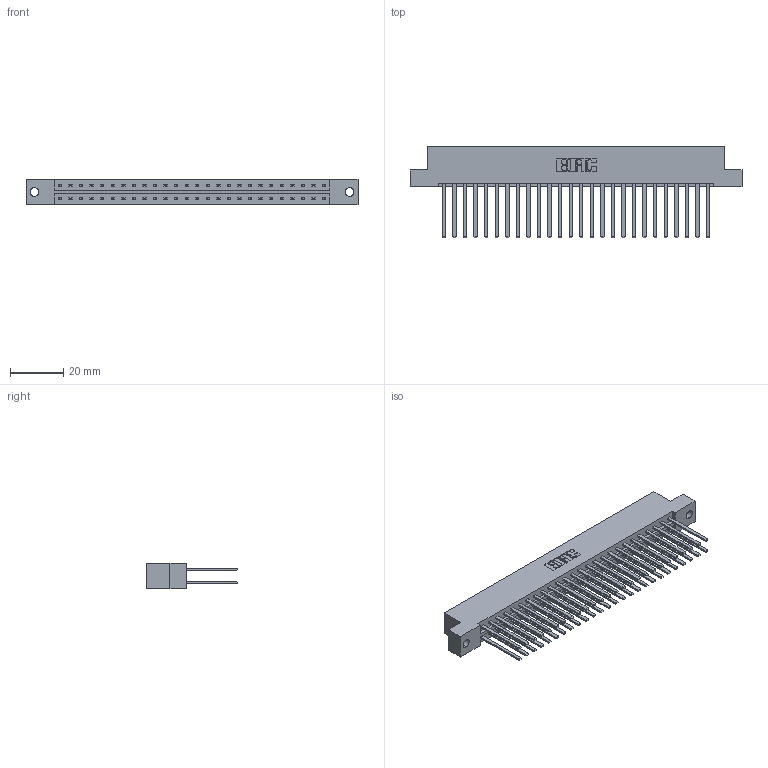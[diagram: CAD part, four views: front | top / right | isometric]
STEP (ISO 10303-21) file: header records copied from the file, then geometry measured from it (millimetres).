
FILE_DESCRIPTION (( 'STEP AP203' ), '1' );
FILE_NAME ('333-052-544-202.STEP', '2018-08-04T02:32:14', ( '' ), ( '' ), 'SwSTEP 2.0', 'SolidWorks 2016', '' );
FILE_SCHEMA (( 'CONFIG_CONTROL_DESIGN' ));
Length unit declared in the file: inch
Products named in the file (3): 333 Part_Flush - .128 Dia; 345-292-001_345-293-144; 333-052-544-202
Assembly tree (53 placements, depth 2):
  333-052-544-202
    333 Part_Flush - .128 Dia
    345-292-001_345-293-144  x52
Bounding box: 124.56 x 34.3 x 9.4 mm (x, y, z)
Volume: 13259.7 mm3; surface area: 17578 mm2
Topology: 53 solids, 53 shells, 2506 faces, 7435 edges, 4886 vertices
Faces by surface type: plane 1734, cylinder 772
Entity records: 18615 total; most frequent: CARTESIAN_POINT 3102, ORIENTED_EDGE 3038, DIRECTION 2675, EDGE_CURVE 1519, VECTOR 1395, LINE 1395, VERTEX_POINT 1010, AXIS2_PLACEMENT_3D 640
